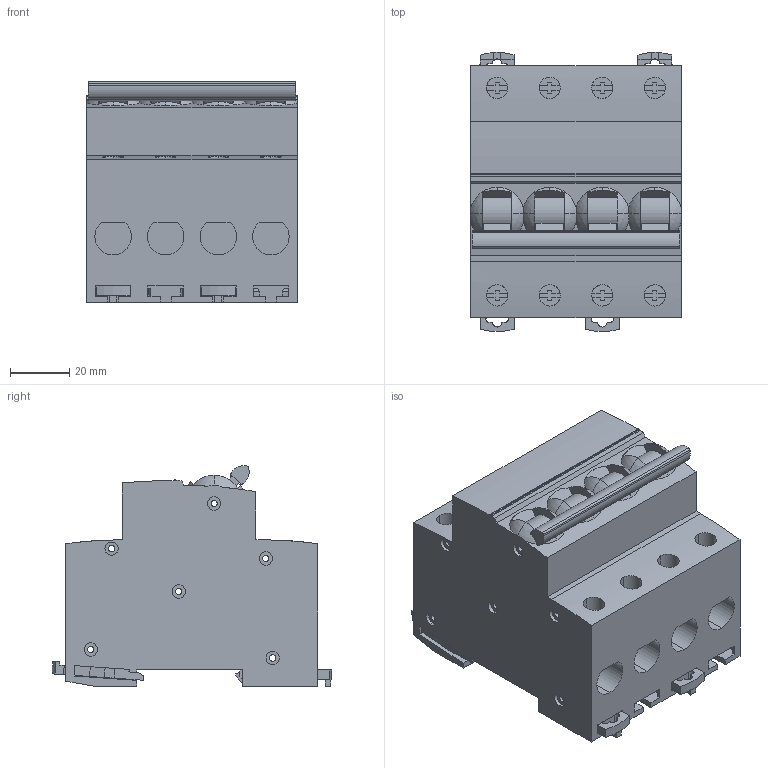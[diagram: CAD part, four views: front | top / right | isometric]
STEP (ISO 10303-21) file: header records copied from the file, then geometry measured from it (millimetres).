
FILE_DESCRIPTION(('STEP AP214'),'1');
FILE_NAME(' ',' ',('TraceParts'),('TraceParts S.A.'),'XStep 1.0',' ',' ');
FILE_SCHEMA(('automotive_design'));
Length unit declared in the file: millimetre
Products named in the file (14): SB100449_S_ASM|Next assembly relationship;COQUE_PRINCIPALE_4P_BIS; SB100449_S_ASM|Next assembly relationship;CLIP_2; SB100449_S_ASM|Next assembly relationship;CLIP_1; SB100449_S_ASM|Next assembly relationship;VIS_7_2; SB100449_S_ASM|Next assembly relationship;MANETTE_4
Bounding box: 70.8 x 93.9 x 74.23 mm (x, y, z)
Volume: 320266.5 mm3; surface area: 58134.1 mm2
Topology: 14 solids, 14 shells, 944 faces, 2564 edges, 1703 vertices
Faces by surface type: plane 658, cylinder 270, sphere 16
Entity records: 30490 total; most frequent: CARTESIAN_POINT 5839, ORIENTED_EDGE 5128, DIRECTION 5026, EDGE_CURVE 2564, LINE 1898, VECTOR 1898, VERTEX_POINT 1703, AXIS2_PLACEMENT_3D 1564
